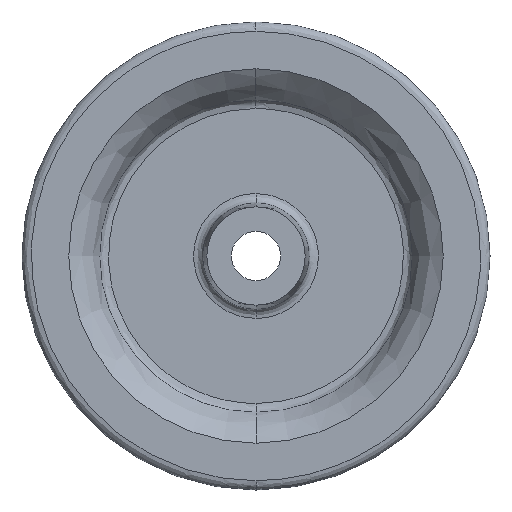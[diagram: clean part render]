
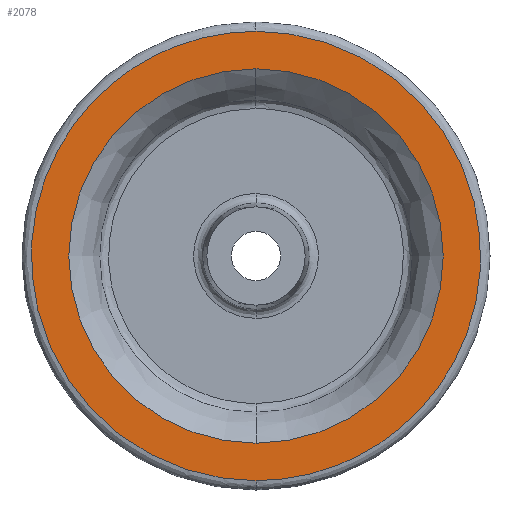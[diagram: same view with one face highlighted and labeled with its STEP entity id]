
A CAD part, left-side view. The second image highlights one B-rep face of the part: STEP entity #2078.
In plain terms, the highlighted planar face has unit normal (-1, 0, 0).
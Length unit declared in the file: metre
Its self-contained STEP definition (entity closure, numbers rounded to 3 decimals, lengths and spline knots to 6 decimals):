
#177 = CIRCLE ( 'NONE', #1640, 0.04 ) ;
#256 = PLANE ( 'NONE',  #1398 ) ;
#437 = DIRECTION ( 'NONE',  ( 1., 0., 0. ) ) ;
#563 = VERTEX_POINT ( 'NONE', #3568 ) ;
#660 =( BOUNDED_CURVE ( )  B_SPLINE_CURVE ( 3, ( #709, #2733, #1591, #2483 ),
 .UNSPECIFIED., .F., .F. ) 
 B_SPLINE_CURVE_WITH_KNOTS ( ( 4, 4 ),
 ( 0.5, 1. ),
 .UNSPECIFIED. ) 
 CURVE ( )  GEOMETRIC_REPRESENTATION_ITEM ( )  RATIONAL_B_SPLINE_CURVE ( ( 1., 0.333, 0.333, 1. ) ) 
 REPRESENTATION_ITEM ( '' )  );
#709 = CARTESIAN_POINT ( 'NONE',  ( -0.012, 0., -0.048 ) ) ;
#929 = EDGE_CURVE ( 'NONE', #563, #2978, #1789, .T. ) ;
#972 = EDGE_CURVE ( 'NONE', #2558, #2746, #2373, .T. ) ;
#991 = DIRECTION ( 'NONE',  ( 0., 0., -1. ) ) ;
#1059 = CARTESIAN_POINT ( 'NONE',  ( -0.012, 0., 0. ) ) ;
#1127 = DIRECTION ( 'NONE',  ( 0., 0., 1. ) ) ;
#1351 = DIRECTION ( 'NONE',  ( 0., 0., -1. ) ) ;
#1398 = AXIS2_PLACEMENT_3D ( 'NONE', #1423, #3755, #1127 ) ;
#1423 = CARTESIAN_POINT ( 'NONE',  ( -0.012, 0., 0.05 ) ) ;
#1591 = CARTESIAN_POINT ( 'NONE',  ( -0.012, 0.096, 0.048 ) ) ;
#1640 = AXIS2_PLACEMENT_3D ( 'NONE', #3256, #3578, #991 ) ;
#1789 =( BOUNDED_CURVE ( )  B_SPLINE_CURVE ( 3, ( #3686, #3053, #1928, #3070 ),
 .UNSPECIFIED., .F., .F. ) 
 B_SPLINE_CURVE_WITH_KNOTS ( ( 4, 4 ),
 ( 0., 0.5 ),
 .UNSPECIFIED. ) 
 CURVE ( )  GEOMETRIC_REPRESENTATION_ITEM ( )  RATIONAL_B_SPLINE_CURVE ( ( 1., 0.333, 0.333, 1. ) ) 
 REPRESENTATION_ITEM ( '' )  );
#1896 = CARTESIAN_POINT ( 'NONE',  ( -0.012, 0., 0.04 ) ) ;
#1928 = CARTESIAN_POINT ( 'NONE',  ( -0.012, -0.096, -0.048 ) ) ;
#2053 = ORIENTED_EDGE ( 'NONE', *, *, #929, .F. ) ;
#2078 = ADVANCED_FACE ( 'NONE', ( #3735, #2275 ), #256, .T. ) ;
#2208 = EDGE_CURVE ( 'NONE', #2746, #2558, #177, .T. ) ;
#2275 = FACE_BOUND ( 'NONE', #2885, .T. ) ;
#2354 = ORIENTED_EDGE ( 'NONE', *, *, #972, .T. ) ;
#2373 = CIRCLE ( 'NONE', #3784, 0.04 ) ;
#2406 = ORIENTED_EDGE ( 'NONE', *, *, #3446, .F. ) ;
#2483 = CARTESIAN_POINT ( 'NONE',  ( -0.012, 0., 0.048 ) ) ;
#2558 = VERTEX_POINT ( 'NONE', #1896 ) ;
#2733 = CARTESIAN_POINT ( 'NONE',  ( -0.012, 0.096, -0.048 ) ) ;
#2746 = VERTEX_POINT ( 'NONE', #3074 ) ;
#2869 = ORIENTED_EDGE ( 'NONE', *, *, #2208, .T. ) ;
#2885 = EDGE_LOOP ( 'NONE', ( #2869, #2354 ) ) ;
#2924 = EDGE_LOOP ( 'NONE', ( #2406, #2053 ) ) ;
#2978 = VERTEX_POINT ( 'NONE', #3346 ) ;
#3053 = CARTESIAN_POINT ( 'NONE',  ( -0.012, -0.096, 0.048 ) ) ;
#3070 = CARTESIAN_POINT ( 'NONE',  ( -0.012, 0., -0.048 ) ) ;
#3074 = CARTESIAN_POINT ( 'NONE',  ( -0.012, 0., -0.04 ) ) ;
#3256 = CARTESIAN_POINT ( 'NONE',  ( -0.012, 0., 0. ) ) ;
#3346 = CARTESIAN_POINT ( 'NONE',  ( -0.012, 0., -0.048 ) ) ;
#3446 = EDGE_CURVE ( 'NONE', #2978, #563, #660, .T. ) ;
#3568 = CARTESIAN_POINT ( 'NONE',  ( -0.012, 0., 0.048 ) ) ;
#3578 = DIRECTION ( 'NONE',  ( 1., 0., 0. ) ) ;
#3686 = CARTESIAN_POINT ( 'NONE',  ( -0.012, 0., 0.048 ) ) ;
#3735 = FACE_OUTER_BOUND ( 'NONE', #2924, .T. ) ;
#3755 = DIRECTION ( 'NONE',  ( -1., 0., 0. ) ) ;
#3784 = AXIS2_PLACEMENT_3D ( 'NONE', #1059, #437, #1351 ) ;
